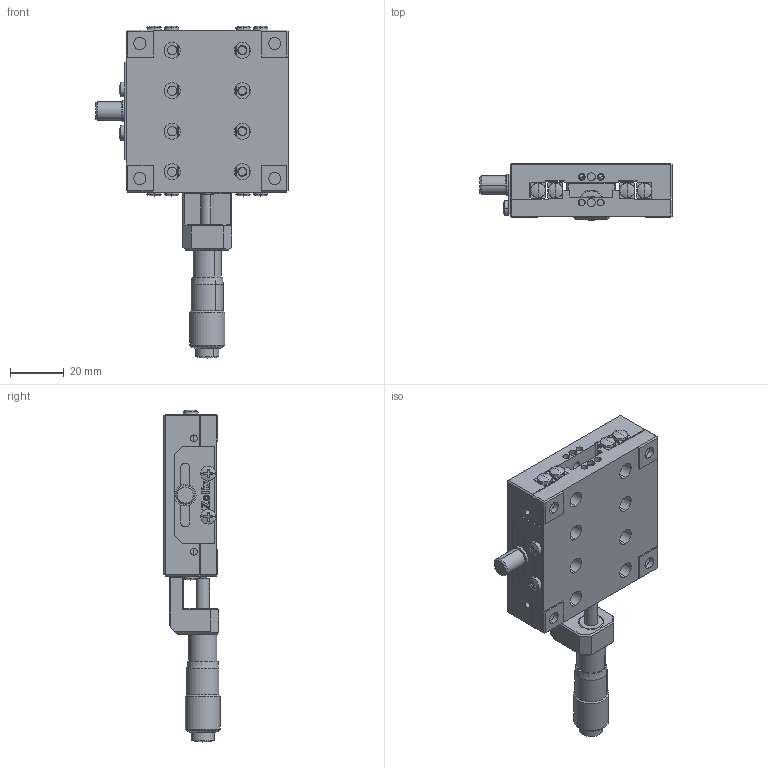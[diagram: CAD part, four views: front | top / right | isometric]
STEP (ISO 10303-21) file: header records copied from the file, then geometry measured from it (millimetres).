
FILE_DESCRIPTION (( 'STEP AP203' ), '1' );
FILE_NAME ('AK13A-6020CZ.step', '2019-05-09T02:42:03', ( '' ), ( '' ), 'SwSTEP 2.0', 'SolidWorks 2017', '' );
FILE_SCHEMA (( 'CONFIG_CONTROL_DESIGN' ));
Length unit declared in the file: millimetre
Products named in the file (1): AK13A-6020CZ
Bounding box: 71.3 x 21 x 123 mm (x, y, z)
Surface area: 31169.7 mm2 (no closed solid volume)
Topology: 0 solids, 25 shells, 588 faces, 2030 edges, 1381 vertices
Faces by surface type: plane 345, cylinder 149, cone 50, torus 20, bspline 16, sphere 8
Entity records: 21958 total; most frequent: CARTESIAN_POINT 4373, DIRECTION 3760, ORIENTED_EDGE 3249, EDGE_CURVE 1989, VERTEX_POINT 1378, VECTOR 1278, LINE 1278, AXIS2_PLACEMENT_3D 1241
